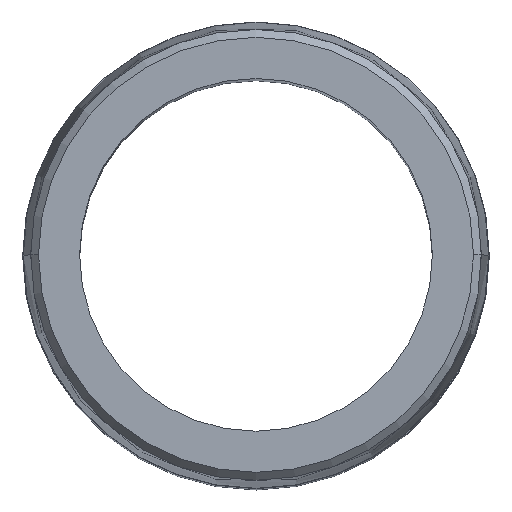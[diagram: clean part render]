
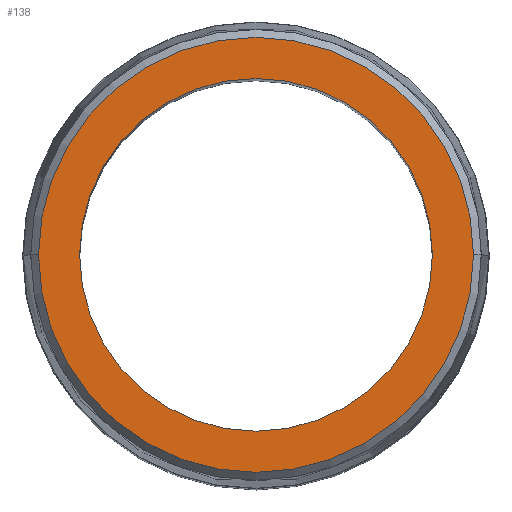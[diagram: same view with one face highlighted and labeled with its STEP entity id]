
A CAD part, top view. The second image highlights one B-rep face of the part: STEP entity #138.
In plain terms, the highlighted planar face has unit normal (0, 0, 1).
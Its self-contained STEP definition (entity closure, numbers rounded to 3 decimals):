
#45 = EDGE_CURVE ( 'NONE', #46, #47, #214, .T. ) ;
#46 = VERTEX_POINT ( 'NONE', #209 ) ;
#47 = VERTEX_POINT ( 'NONE', #208 ) ;
#84 = ORIENTED_EDGE ( 'NONE', *, *, #847, .T. ) ;
#138 = ADVANCED_FACE ( 'NONE', ( #377, #376 ), #268, .F. ) ;
#139 = EDGE_LOOP ( 'NONE', ( #84, #857 ) ) ;
#208 = CARTESIAN_POINT ( 'NONE',  ( 0., 8.05, 0. ) ) ;
#209 = CARTESIAN_POINT ( 'NONE',  ( 0., -8.05, 0. ) ) ;
#210 = DIRECTION ( 'NONE',  ( 0., 1., 0. ) ) ;
#211 = DIRECTION ( 'NONE',  ( 0., 0., -1. ) ) ;
#212 = CARTESIAN_POINT ( 'NONE',  ( 0., 0., 0. ) ) ;
#213 = AXIS2_PLACEMENT_3D ( 'NONE', #212, #211, #210 ) ;
#214 = CIRCLE ( 'NONE', #213, 8.05 ) ;
#223 = AXIS2_PLACEMENT_3D ( 'NONE', #267, #342, #341 ) ;
#267 = CARTESIAN_POINT ( 'NONE',  ( 0., 10.65, 0. ) ) ;
#268 = PLANE ( 'NONE',  #223 ) ;
#341 = DIRECTION ( 'NONE',  ( -1., 0., 0. ) ) ;
#342 = DIRECTION ( 'NONE',  ( 0., 0., -1. ) ) ;
#376 = FACE_OUTER_BOUND ( 'NONE', #856, .T. ) ;
#377 = FACE_BOUND ( 'NONE', #139, .T. ) ;
#596 = DIRECTION ( 'NONE',  ( 1., 0., 0. ) ) ;
#597 = DIRECTION ( 'NONE',  ( 0., 0., 1. ) ) ;
#598 = CARTESIAN_POINT ( 'NONE',  ( 0., 0., 0. ) ) ;
#599 = AXIS2_PLACEMENT_3D ( 'NONE', #598, #597, #596 ) ;
#600 = CIRCLE ( 'NONE', #599, 9.927 ) ;
#604 = CARTESIAN_POINT ( 'NONE',  ( -9.927, 0., 0. ) ) ;
#642 = CARTESIAN_POINT ( 'NONE',  ( 9.927, 0., 0. ) ) ;
#651 = DIRECTION ( 'NONE',  ( 0., 1., 0. ) ) ;
#652 = DIRECTION ( 'NONE',  ( 0., 0., -1. ) ) ;
#653 = CARTESIAN_POINT ( 'NONE',  ( 0., 0., 0. ) ) ;
#654 = AXIS2_PLACEMENT_3D ( 'NONE', #653, #652, #651 ) ;
#655 = CIRCLE ( 'NONE', #654, 8.05 ) ;
#665 = AXIS2_PLACEMENT_3D ( 'NONE', #667, #673, #676 ) ;
#666 = CIRCLE ( 'NONE', #665, 9.927 ) ;
#667 = CARTESIAN_POINT ( 'NONE',  ( 0., 0., 0. ) ) ;
#673 = DIRECTION ( 'NONE',  ( 0., 0., 1. ) ) ;
#676 = DIRECTION ( 'NONE',  ( 1., 0., 0. ) ) ;
#815 = VERTEX_POINT ( 'NONE', #604 ) ;
#821 = EDGE_CURVE ( 'NONE', #822, #815, #600, .T. ) ;
#822 = VERTEX_POINT ( 'NONE', #642 ) ;
#847 = EDGE_CURVE ( 'NONE', #47, #46, #655, .T. ) ;
#852 = ORIENTED_EDGE ( 'NONE', *, *, #821, .T. ) ;
#853 = EDGE_CURVE ( 'NONE', #815, #822, #666, .T. ) ;
#855 = ORIENTED_EDGE ( 'NONE', *, *, #853, .T. ) ;
#856 = EDGE_LOOP ( 'NONE', ( #855, #852 ) ) ;
#857 = ORIENTED_EDGE ( 'NONE', *, *, #45, .T. ) ;
